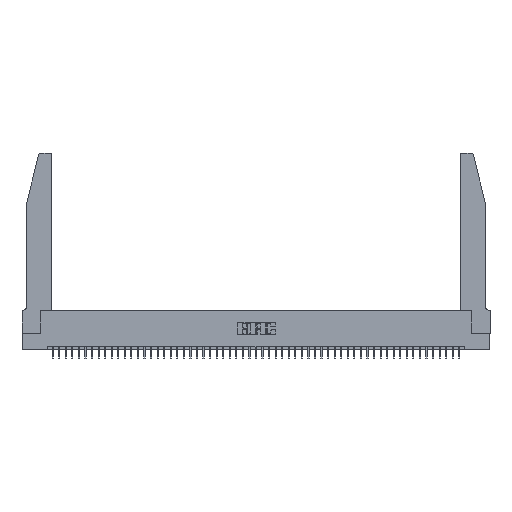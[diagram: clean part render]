
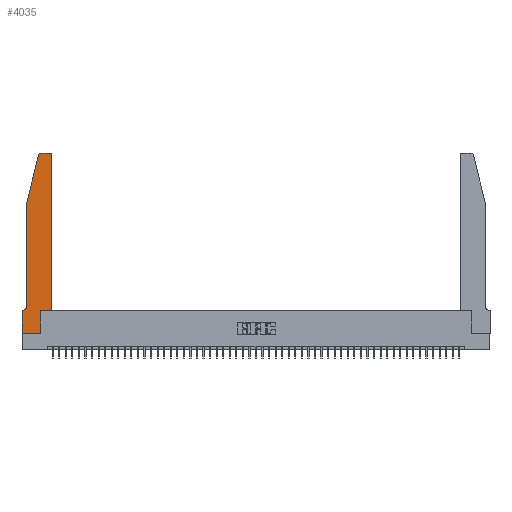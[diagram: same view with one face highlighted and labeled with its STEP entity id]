
A CAD part, top view. The second image highlights one B-rep face of the part: STEP entity #4035.
In plain terms, the highlighted planar face has unit normal (0, 0, 1).
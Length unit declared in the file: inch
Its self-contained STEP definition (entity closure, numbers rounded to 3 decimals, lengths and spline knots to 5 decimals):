
#572 = EDGE_CURVE ( 'NONE', #40470, #39007, #30316, .T. ) ;
#1396 = CARTESIAN_POINT ( 'NONE',  ( 0.0755, 2., 0.37 ) ) ;
#2018 = AXIS2_PLACEMENT_3D ( 'NONE', #20188, #23586, #44430 ) ;
#2128 = CARTESIAN_POINT ( 'NONE',  ( 0.4505, 0.35, 0.37 ) ) ;
#2381 = CIRCLE ( 'NONE', #44848, 0.03 ) ;
#2576 = DIRECTION ( 'NONE',  ( 0., 0., -1. ) ) ;
#2936 = ORIENTED_EDGE ( 'NONE', *, *, #6095, .T. ) ;
#3030 = ORIENTED_EDGE ( 'NONE', *, *, #572, .T. ) ;
#3105 = VECTOR ( 'NONE', #5045, 39.37008 ) ;
#3525 = VECTOR ( 'NONE', #41993, 39.37008 ) ;
#3936 = CARTESIAN_POINT ( 'NONE',  ( 0.2865, 0.35, 0.37 ) ) ;
#4035 = ADVANCED_FACE ( 'NONE', ( #33035 ), #33296, .T. ) ;
#4218 = ORIENTED_EDGE ( 'NONE', *, *, #34438, .T. ) ;
#4941 = EDGE_CURVE ( 'NONE', #15122, #49078, #2381, .T. ) ;
#5045 = DIRECTION ( 'NONE',  ( -0.239, -0.971, 0. ) ) ;
#5702 = CARTESIAN_POINT ( 'NONE',  ( 0., 0., 0.37 ) ) ;
#6095 = EDGE_CURVE ( 'NONE', #19566, #22646, #24081, .T. ) ;
#6727 = CARTESIAN_POINT ( 'NONE',  ( 0.0055, 0.42, 0.37 ) ) ;
#9163 = EDGE_CURVE ( 'NONE', #36972, #17150, #37506, .T. ) ;
#9892 = DIRECTION ( 'NONE',  ( 0., 0., 1. ) ) ;
#10200 = CARTESIAN_POINT ( 'NONE',  ( 0.4205, 2.75, 0.37 ) ) ;
#12444 = DIRECTION ( 'NONE',  ( 1., 0., 0. ) ) ;
#13097 = AXIS2_PLACEMENT_3D ( 'NONE', #13218, #29352, #12444 ) ;
#13218 = CARTESIAN_POINT ( 'NONE',  ( 0., 0.35, 0.37 ) ) ;
#14725 = ORIENTED_EDGE ( 'NONE', *, *, #42372, .T. ) ;
#15122 = VERTEX_POINT ( 'NONE', #39705 ) ;
#15419 = CARTESIAN_POINT ( 'NONE',  ( 0.4505, 2.72, 0.37 ) ) ;
#15608 = EDGE_CURVE ( 'NONE', #22686, #26699, #45397, .T. ) ;
#15617 = EDGE_CURVE ( 'NONE', #34463, #40470, #25585, .T. ) ;
#15907 = ORIENTED_EDGE ( 'NONE', *, *, #15608, .T. ) ;
#15996 = VERTEX_POINT ( 'NONE', #44309 ) ;
#16252 = CARTESIAN_POINT ( 'NONE',  ( 0.0755, 2., 0.37 ) ) ;
#16760 = CARTESIAN_POINT ( 'NONE',  ( 0., 0., 0.37 ) ) ;
#17015 = DIRECTION ( 'NONE',  ( 0., -1., 0. ) ) ;
#17150 = VERTEX_POINT ( 'NONE', #3936 ) ;
#19566 = VERTEX_POINT ( 'NONE', #32480 ) ;
#20188 = CARTESIAN_POINT ( 'NONE',  ( 0.4205, 2.72, 0.37 ) ) ;
#20401 = VECTOR ( 'NONE', #22109, 39.37008 ) ;
#20425 = VECTOR ( 'NONE', #45102, 39.37008 ) ;
#20493 = VECTOR ( 'NONE', #45164, 39.37008 ) ;
#21597 = DIRECTION ( 'NONE',  ( 0., -1., 0. ) ) ;
#21666 = DIRECTION ( 'NONE',  ( 0., 1., 0. ) ) ;
#21983 = LINE ( 'NONE', #45199, #46908 ) ;
#22062 = ORIENTED_EDGE ( 'NONE', *, *, #15617, .T. ) ;
#22109 = DIRECTION ( 'NONE',  ( 0., 1., 0. ) ) ;
#22391 = ORIENTED_EDGE ( 'NONE', *, *, #32532, .T. ) ;
#22646 = VERTEX_POINT ( 'NONE', #25578 ) ;
#22686 = VERTEX_POINT ( 'NONE', #26342 ) ;
#23586 = DIRECTION ( 'NONE',  ( 0., 0., 1. ) ) ;
#23684 = EDGE_CURVE ( 'NONE', #49078, #19566, #40751, .T. ) ;
#24081 = LINE ( 'NONE', #1396, #39891 ) ;
#25396 = DIRECTION ( 'NONE',  ( 1., 0., 0. ) ) ;
#25578 = CARTESIAN_POINT ( 'NONE',  ( 0.0755, 0.42, 0.37 ) ) ;
#25585 = LINE ( 'NONE', #2128, #30144 ) ;
#26342 = CARTESIAN_POINT ( 'NONE',  ( 0.0055, 0.35, 0.37 ) ) ;
#26699 = VERTEX_POINT ( 'NONE', #40706 ) ;
#26953 = EDGE_LOOP ( 'NONE', ( #4218, #48010, #48185, #2936, #22391, #15907, #14725, #33552, #38619, #32818, #22062, #3030 ) ) ;
#27070 = CARTESIAN_POINT ( 'NONE',  ( 0.4505, 0.35, 0.37 ) ) ;
#28926 = CARTESIAN_POINT ( 'NONE',  ( 0.284, 2.72, 0.37 ) ) ;
#29247 = LINE ( 'NONE', #16760, #20493 ) ;
#29352 = DIRECTION ( 'NONE',  ( 0., 0., 1. ) ) ;
#30144 = VECTOR ( 'NONE', #21666, 39.37008 ) ;
#30316 = CIRCLE ( 'NONE', #2018, 0.03 ) ;
#32114 = EDGE_CURVE ( 'NONE', #17150, #34463, #21983, .T. ) ;
#32480 = CARTESIAN_POINT ( 'NONE',  ( 0.0755, 2., 0.37 ) ) ;
#32532 = EDGE_CURVE ( 'NONE', #22646, #22686, #40302, .T. ) ;
#32818 = ORIENTED_EDGE ( 'NONE', *, *, #32114, .T. ) ;
#32855 = DIRECTION ( 'NONE',  ( 1., 0., 0. ) ) ;
#33035 = FACE_OUTER_BOUND ( 'NONE', #26953, .T. ) ;
#33118 = LINE ( 'NONE', #49013, #20425 ) ;
#33296 = PLANE ( 'NONE',  #13097 ) ;
#33552 = ORIENTED_EDGE ( 'NONE', *, *, #35161, .T. ) ;
#34261 = CARTESIAN_POINT ( 'NONE',  ( 0.25487, 2.72718, 0.37 ) ) ;
#34438 = EDGE_CURVE ( 'NONE', #39007, #15122, #33118, .T. ) ;
#34463 = VERTEX_POINT ( 'NONE', #27070 ) ;
#35161 = EDGE_CURVE ( 'NONE', #15996, #36972, #29247, .T. ) ;
#36972 = VERTEX_POINT ( 'NONE', #50439 ) ;
#37506 = LINE ( 'NONE', #42177, #20401 ) ;
#38619 = ORIENTED_EDGE ( 'NONE', *, *, #9163, .T. ) ;
#39007 = VERTEX_POINT ( 'NONE', #10200 ) ;
#39705 = CARTESIAN_POINT ( 'NONE',  ( 0.284, 2.75, 0.37 ) ) ;
#39891 = VECTOR ( 'NONE', #17015, 39.37008 ) ;
#40302 = CIRCLE ( 'NONE', #47808, 0.07 ) ;
#40470 = VERTEX_POINT ( 'NONE', #15419 ) ;
#40706 = CARTESIAN_POINT ( 'NONE',  ( 0., 0.35, 0.37 ) ) ;
#40751 = LINE ( 'NONE', #16252, #3105 ) ;
#41412 = LINE ( 'NONE', #5702, #50314 ) ;
#41993 = DIRECTION ( 'NONE',  ( -1., 0., 0. ) ) ;
#42177 = CARTESIAN_POINT ( 'NONE',  ( 0.2865, 0.35, 0.37 ) ) ;
#42372 = EDGE_CURVE ( 'NONE', #26699, #15996, #41412, .T. ) ;
#42437 = DIRECTION ( 'NONE',  ( -1., 0., 0. ) ) ;
#44309 = CARTESIAN_POINT ( 'NONE',  ( 0., 0., 0.37 ) ) ;
#44430 = DIRECTION ( 'NONE',  ( 1., 0., 0. ) ) ;
#44848 = AXIS2_PLACEMENT_3D ( 'NONE', #28926, #9892, #32855 ) ;
#45102 = DIRECTION ( 'NONE',  ( -1., 0., 0. ) ) ;
#45164 = DIRECTION ( 'NONE',  ( 1., 0., 0. ) ) ;
#45199 = CARTESIAN_POINT ( 'NONE',  ( 0.4505, 0.35, 0.37 ) ) ;
#45397 = LINE ( 'NONE', #49808, #3525 ) ;
#46908 = VECTOR ( 'NONE', #25396, 39.37008 ) ;
#47808 = AXIS2_PLACEMENT_3D ( 'NONE', #6727, #2576, #42437 ) ;
#48010 = ORIENTED_EDGE ( 'NONE', *, *, #4941, .T. ) ;
#48185 = ORIENTED_EDGE ( 'NONE', *, *, #23684, .T. ) ;
#49013 = CARTESIAN_POINT ( 'NONE',  ( 0.2605, 2.75, 0.37 ) ) ;
#49078 = VERTEX_POINT ( 'NONE', #34261 ) ;
#49808 = CARTESIAN_POINT ( 'NONE',  ( 0.0755, 0.35, 0.37 ) ) ;
#50314 = VECTOR ( 'NONE', #21597, 39.37008 ) ;
#50439 = CARTESIAN_POINT ( 'NONE',  ( 0.2865, 0., 0.37 ) ) ;
